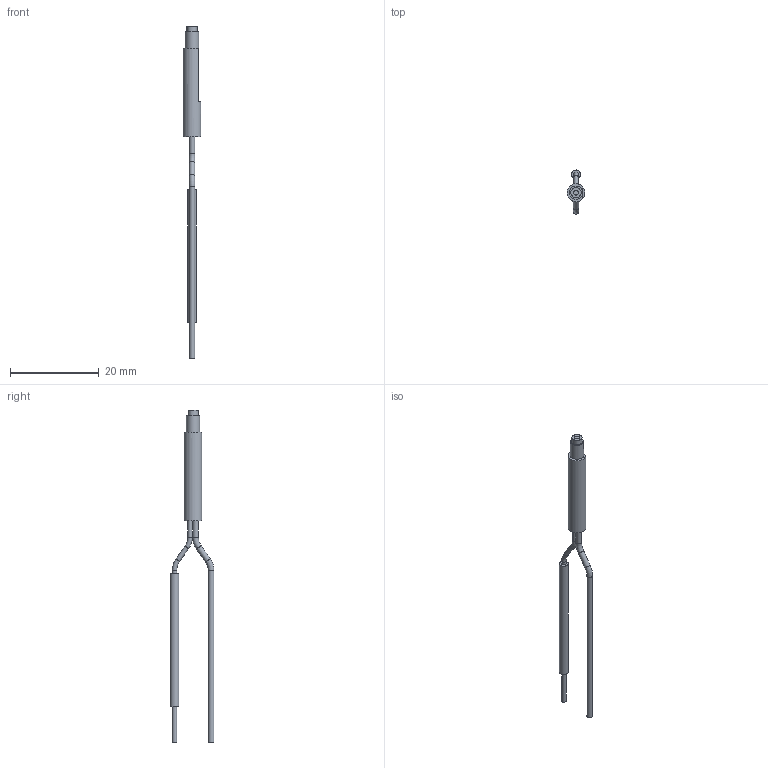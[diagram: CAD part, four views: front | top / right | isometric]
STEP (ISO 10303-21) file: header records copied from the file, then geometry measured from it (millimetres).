
FILE_DESCRIPTION(/* description */ (''),/* implementation_level */ '2;1');
FILE_NAME(/* name */ 'LT207017.stp',/* time_stamp */ '2016-10-06T14:22:27+02:00',/* author */ ('mitarbeiter'),/* organization */ (''),/* preprocessor_version */ 'ST-DEVELOPER v15.2',/* originating_system */ 'Autodesk Inventor 2014',/* authorisation */ '');
FILE_SCHEMA (('AUTOMOTIVE_DESIGN { 1 0 10303 214 3 1 1 }'));
Length unit declared in the file: millimetre
Products named in the file (2): LT207017_; LT207017
Bounding box: 4 x 9.9 x 75 mm (x, y, z)
Volume: 450.5 mm3; surface area: 785.4 mm2
Topology: 1 solids, 1 shells, 27 faces, 53 edges, 34 vertices
Faces by surface type: cylinder 12, plane 11, torus 4
Full cylindrical faces by diameter (mm): 1 x4, 1.1 x1, 1.3 x3, 2 x1, 2.3 x1, 3 x1, 4 x1
Entity records: 595 total; most frequent: DIRECTION 115, CARTESIAN_POINT 87, ORIENTED_EDGE 60, AXIS2_PLACEMENT_3D 55, EDGE_LOOP 49, EDGE_CURVE 30, FACE_OUTER_BOUND 27, VERTEX_POINT 27
